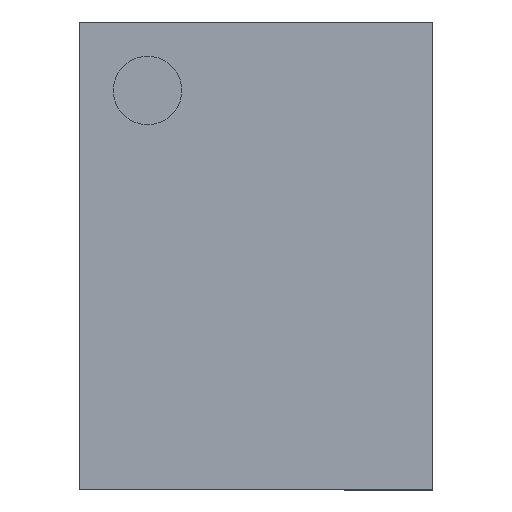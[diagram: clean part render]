
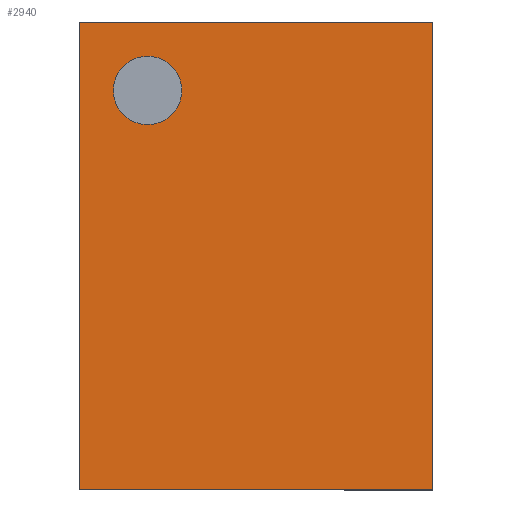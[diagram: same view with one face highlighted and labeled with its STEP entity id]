
A CAD part, top view. The second image highlights one B-rep face of the part: STEP entity #2940.
In plain terms, the highlighted planar face has unit normal (0, 0, 1).
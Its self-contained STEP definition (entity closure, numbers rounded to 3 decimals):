
#895=CARTESIAN_POINT('',(-0.95,1.15,0.8));
#896=VERTEX_POINT('',#895);
#912=CARTESIAN_POINT('',(-0.95,1.75,0.8));
#913=VERTEX_POINT('',#912);
#920=CARTESIAN_POINT('',(-0.95,1.45,0.8));
#921=DIRECTION('',(0.0,0.0,-1.0));
#922=DIRECTION('',(0.0,-1.0,0.0));
#923=AXIS2_PLACEMENT_3D('',#920,#921,#922);
#924=CIRCLE('',#923,0.3);
#925=EDGE_CURVE('',#896,#913,#924,.T.);
#936=CARTESIAN_POINT('',(-0.95,1.45,0.8));
#937=DIRECTION('',(0.0,0.0,-1.0));
#938=DIRECTION('',(0.0,-1.0,0.0));
#939=AXIS2_PLACEMENT_3D('',#936,#937,#938);
#940=CIRCLE('',#939,0.3);
#941=EDGE_CURVE('',#913,#896,#940,.T.);
#2666=CARTESIAN_POINT('',(1.55,2.05,0.8));
#2667=VERTEX_POINT('',#2666);
#2674=CARTESIAN_POINT('',(1.55,-2.05,0.8));
#2675=VERTEX_POINT('',#2674);
#2676=CARTESIAN_POINT('',(1.55,2.05,0.8));
#2677=DIRECTION('',(0.0,-1.0,0.0));
#2678=VECTOR('',#2677,4.1);
#2679=LINE('',#2676,#2678);
#2680=EDGE_CURVE('',#2667,#2675,#2679,.T.);
#2841=CARTESIAN_POINT('',(-1.55,2.05,0.8));
#2842=VERTEX_POINT('',#2841);
#2843=CARTESIAN_POINT('',(-1.55,2.05,0.8));
#2844=DIRECTION('',(1.0,0.0,0.0));
#2845=VECTOR('',#2844,3.1);
#2846=LINE('',#2843,#2845);
#2847=EDGE_CURVE('',#2842,#2667,#2846,.T.);
#2865=CARTESIAN_POINT('',(-1.55,-2.05,0.8));
#2866=VERTEX_POINT('',#2865);
#2867=CARTESIAN_POINT('',(1.55,-2.05,0.8));
#2868=DIRECTION('',(-1.0,0.0,0.0));
#2869=VECTOR('',#2868,3.1);
#2870=LINE('',#2867,#2869);
#2871=EDGE_CURVE('',#2675,#2866,#2870,.T.);
#2908=CARTESIAN_POINT('',(-1.55,-2.05,0.8));
#2909=DIRECTION('',(0.0,1.0,0.0));
#2910=VECTOR('',#2909,4.1);
#2911=LINE('',#2908,#2910);
#2912=EDGE_CURVE('',#2866,#2842,#2911,.T.);
#2925=CARTESIAN_POINT('',(0.,0.,0.8));
#2926=DIRECTION('',(0.0,0.0,1.0));
#2927=DIRECTION('',(0.0,-1.0,0.0));
#2928=AXIS2_PLACEMENT_3D('',#2925,#2926,#2927);
#2929=PLANE('',#2928);
#2930=ORIENTED_EDGE('',*,*,#2847,.F.);
#2931=ORIENTED_EDGE('',*,*,#2912,.F.);
#2932=ORIENTED_EDGE('',*,*,#2871,.F.);
#2933=ORIENTED_EDGE('',*,*,#2680,.F.);
#2934=EDGE_LOOP('',(#2930,#2931,#2932,#2933));
#2935=FACE_OUTER_BOUND('',#2934,.T.);
#2936=ORIENTED_EDGE('',*,*,#925,.T.);
#2937=ORIENTED_EDGE('',*,*,#941,.T.);
#2938=EDGE_LOOP('',(#2936,#2937));
#2939=FACE_BOUND('',#2938,.T.);
#2940=ADVANCED_FACE('',(#2935,#2939),#2929,.T.);
